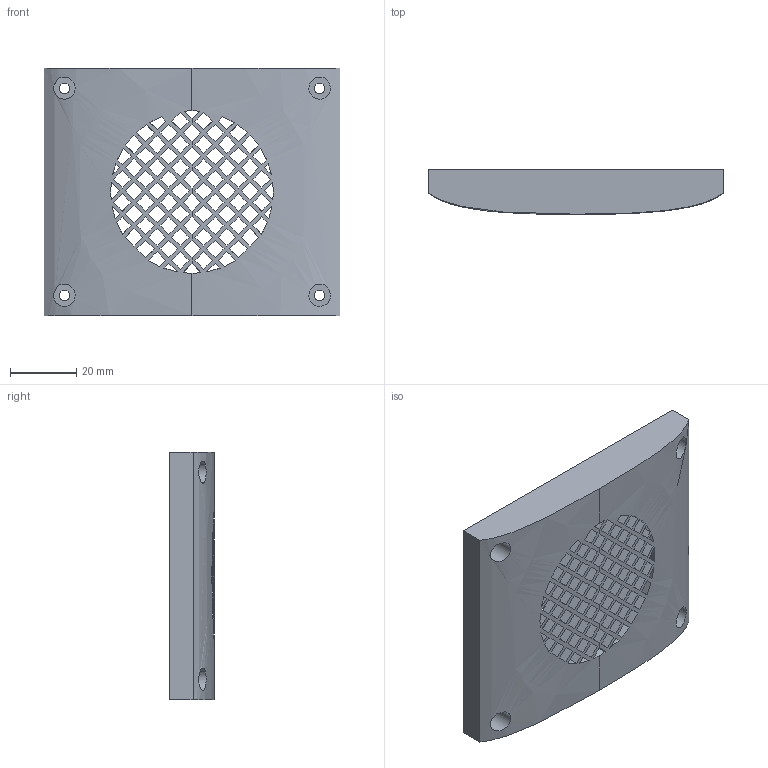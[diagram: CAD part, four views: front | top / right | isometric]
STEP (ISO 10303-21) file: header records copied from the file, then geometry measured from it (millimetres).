
FILE_DESCRIPTION(/* description */ (''),/* implementation_level */ '2;1');
FILE_NAME(/* name */ '15W Speaker Plate v9.step',/* time_stamp */ '2025-06-02T14:14:57+01:00',/* author */ (''),/* organization */ (''),/* preprocessor_version */ 'ST-DEVELOPER v20.1',/* originating_system */ 'Autodesk Translation Framework v14.10.0.0',/* authorisation */ '');
FILE_SCHEMA (('AUTOMOTIVE_DESIGN { 1 0 10303 214 3 1 1 }'));
Length unit declared in the file: millimetre
Products named in the file (1): 15W Speaker Plate
Bounding box: 89.2 x 13.5 x 74.5 mm (x, y, z)
Volume: 48456.5 mm3; surface area: 21134.9 mm2
Topology: 1 solids, 1 shells, 420 faces, 1296 edges, 858 vertices
Faces by surface type: plane 375, cylinder 42, bspline 2, cone 1
Full cylindrical faces by diameter (mm): 2.8 x8
Entity records: 15745 total; most frequent: CARTESIAN_POINT 4751, ORIENTED_EDGE 2592, DIRECTION 1769, EDGE_CURVE 1296, VERTEX_POINT 858, LINE 743, VECTOR 743, EDGE_LOOP 580
